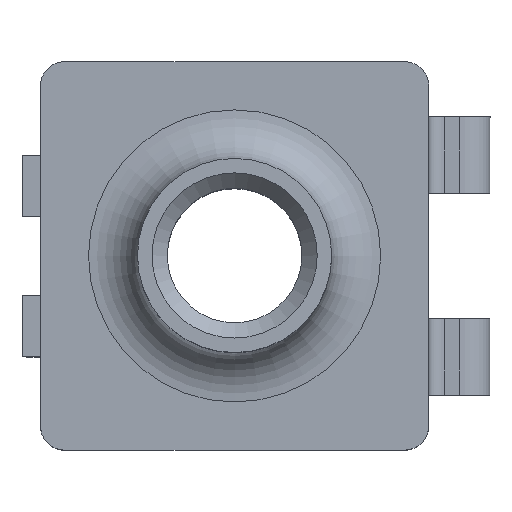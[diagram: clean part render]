
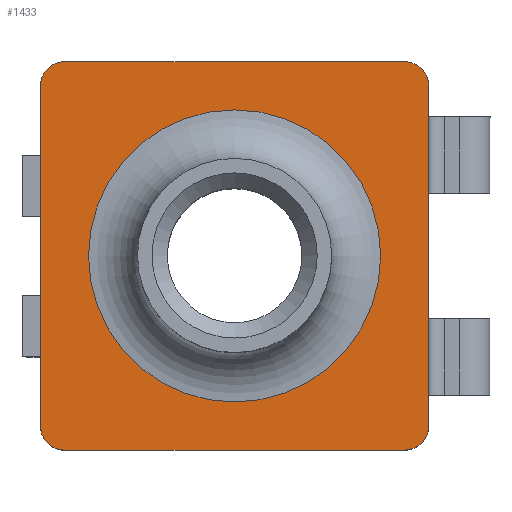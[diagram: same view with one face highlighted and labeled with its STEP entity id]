
A CAD part, top view. The second image highlights one B-rep face of the part: STEP entity #1433.
In plain terms, the highlighted planar face has unit normal (0, 0, 1).
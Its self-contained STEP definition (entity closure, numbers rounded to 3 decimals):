
#34=FACE_BOUND('',#229,.T.);
#64=PLANE('',#1609);
#141=FACE_OUTER_BOUND('',#228,.T.);
#228=EDGE_LOOP('',(#1279,#1280,#1281,#1282,#1283,#1284,#1285,#1286));
#229=EDGE_LOOP('',(#1287,#1288));
#295=LINE('',#2320,#416);
#300=LINE('',#2330,#421);
#352=LINE('',#2507,#473);
#355=LINE('',#2515,#476);
#416=VECTOR('',#1820,1000.);
#421=VECTOR('',#1831,1000.);
#473=VECTOR('',#2035,1000.);
#476=VECTOR('',#2044,1000.);
#532=CIRCLE('',#1530,4.);
#533=CIRCLE('',#1533,4.);
#558=CIRCLE('',#1592,23.875);
#559=CIRCLE('',#1593,23.875);
#569=CIRCLE('',#1610,4.);
#570=CIRCLE('',#1611,4.);
#651=VERTEX_POINT('',#2317);
#652=VERTEX_POINT('',#2319);
#653=VERTEX_POINT('',#2324);
#654=VERTEX_POINT('',#2328);
#655=VERTEX_POINT('',#2332);
#693=VERTEX_POINT('',#2475);
#694=VERTEX_POINT('',#2476);
#703=VERTEX_POINT('',#2505);
#704=VERTEX_POINT('',#2512);
#705=VERTEX_POINT('',#2514);
#809=EDGE_CURVE('',#651,#652,#295,.T.);
#813=EDGE_CURVE('',#651,#653,#532,.T.);
#815=EDGE_CURVE('',#653,#654,#300,.T.);
#817=EDGE_CURVE('',#654,#655,#533,.T.);
#887=EDGE_CURVE('',#693,#694,#558,.T.);
#888=EDGE_CURVE('',#694,#693,#559,.T.);
#903=EDGE_CURVE('',#655,#703,#352,.T.);
#906=EDGE_CURVE('',#703,#704,#569,.T.);
#907=EDGE_CURVE('',#705,#704,#355,.T.);
#908=EDGE_CURVE('',#705,#652,#570,.T.);
#1279=ORIENTED_EDGE('',*,*,#903,.T.);
#1280=ORIENTED_EDGE('',*,*,#906,.T.);
#1281=ORIENTED_EDGE('',*,*,#907,.F.);
#1282=ORIENTED_EDGE('',*,*,#908,.T.);
#1283=ORIENTED_EDGE('',*,*,#809,.F.);
#1284=ORIENTED_EDGE('',*,*,#813,.T.);
#1285=ORIENTED_EDGE('',*,*,#815,.T.);
#1286=ORIENTED_EDGE('',*,*,#817,.T.);
#1287=ORIENTED_EDGE('',*,*,#887,.T.);
#1288=ORIENTED_EDGE('',*,*,#888,.T.);
#1433=ADVANCED_FACE('',(#141,#34),#64,.F.);
#1530=AXIS2_PLACEMENT_3D('',#2326,#1826,#1827);
#1533=AXIS2_PLACEMENT_3D('',#2334,#1835,#1836);
#1592=AXIS2_PLACEMENT_3D('',#2477,#1998,#1999);
#1593=AXIS2_PLACEMENT_3D('',#2478,#2000,#2001);
#1609=AXIS2_PLACEMENT_3D('',#2511,#2040,#2041);
#1610=AXIS2_PLACEMENT_3D('',#2513,#2042,#2043);
#1611=AXIS2_PLACEMENT_3D('',#2516,#2045,#2046);
#1820=DIRECTION('',(0.,-1.,0.));
#1826=DIRECTION('center_axis',(0.,0.,
1.));
#1827=DIRECTION('ref_axis',(-1.,0.,0.));
#1831=DIRECTION('',(-1.,0.,0.));
#1835=DIRECTION('center_axis',(0.,0.,
1.));
#1836=DIRECTION('ref_axis',(-1.,0.,0.));
#1998=DIRECTION('center_axis',(0.,0.,
-1.));
#1999=DIRECTION('ref_axis',(-1.,0.,0.));
#2000=DIRECTION('center_axis',(0.,0.,
-1.));
#2001=DIRECTION('ref_axis',(-1.,0.,0.));
#2035=DIRECTION('',(0.,-1.,0.));
#2040=DIRECTION('center_axis',(0.,0.,
-1.));
#2041=DIRECTION('ref_axis',(-1.,0.,0.));
#2042=DIRECTION('center_axis',(0.,0.,
1.));
#2043=DIRECTION('ref_axis',(-1.,0.,0.));
#2044=DIRECTION('',(-1.,0.,0.));
#2045=DIRECTION('center_axis',(0.,0.,
1.));
#2046=DIRECTION('ref_axis',(-1.,0.,0.));
#2317=CARTESIAN_POINT('',(35.855,-12.402,-4.364));
#2319=CARTESIAN_POINT('',(35.855,-67.902,-4.364));
#2320=CARTESIAN_POINT('',(35.855,-40.152,-4.364));
#2324=CARTESIAN_POINT('',(31.855,-8.402,-4.364));
#2326=CARTESIAN_POINT('Origin',(31.855,-12.402,-4.364));
#2328=CARTESIAN_POINT('',(-23.645,-8.402,-4.364));
#2330=CARTESIAN_POINT('',(4.105,-8.402,-4.364));
#2332=CARTESIAN_POINT('',(-27.645,-12.402,-4.364));
#2334=CARTESIAN_POINT('Origin',(-23.645,-12.402,-4.364));
#2475=CARTESIAN_POINT('',(-19.77,-40.152,-4.364));
#2476=CARTESIAN_POINT('',(27.98,-40.152,-4.364));
#2477=CARTESIAN_POINT('Origin',(4.105,-40.152,-4.364));
#2478=CARTESIAN_POINT('Origin',(4.105,-40.152,-4.364));
#2505=CARTESIAN_POINT('',(-27.645,-67.902,-4.364));
#2507=CARTESIAN_POINT('',(-27.645,-40.152,-4.364));
#2511=CARTESIAN_POINT('Origin',(4.105,-40.152,-4.364));
#2512=CARTESIAN_POINT('',(-23.645,-71.902,-4.364));
#2513=CARTESIAN_POINT('Origin',(-23.645,-67.902,-4.364));
#2514=CARTESIAN_POINT('',(31.855,-71.902,-4.364));
#2515=CARTESIAN_POINT('',(4.105,-71.902,-4.364));
#2516=CARTESIAN_POINT('Origin',(31.855,-67.902,-4.364));
